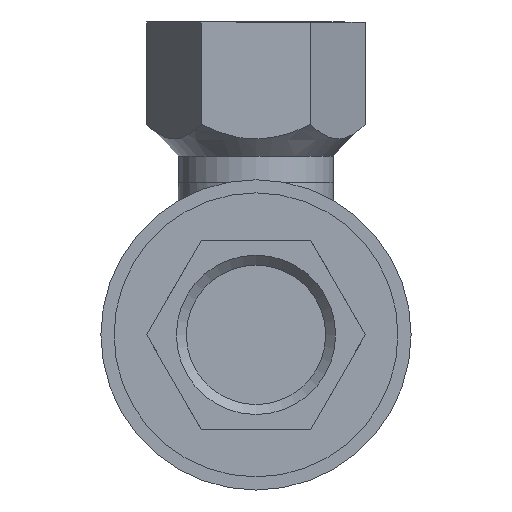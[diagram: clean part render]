
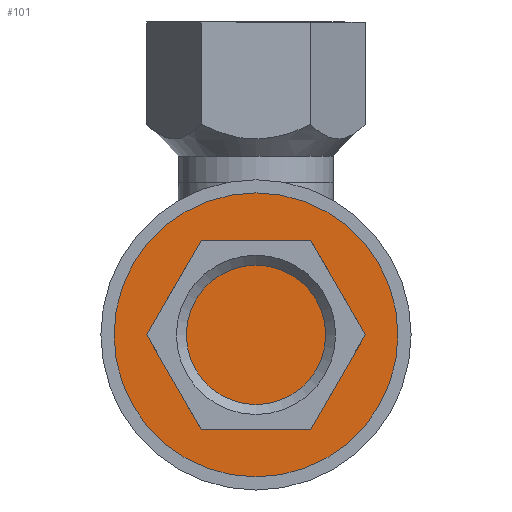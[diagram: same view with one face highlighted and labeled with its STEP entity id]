
A CAD part, front view. The second image highlights one B-rep face of the part: STEP entity #101.
In plain terms, the highlighted planar face has unit normal (0, -1, 0).
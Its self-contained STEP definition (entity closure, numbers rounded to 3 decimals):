
#101 = ADVANCED_FACE( '', ( #213 ), #214, .F. );
#213 = FACE_OUTER_BOUND( '', #327, .T. );
#214 = PLANE( '', #328 );
#327 = EDGE_LOOP( '', ( #494 ) );
#328 = AXIS2_PLACEMENT_3D( '', #495, #496, #497 );
#494 = ORIENTED_EDGE( '', *, *, #590, .F. );
#495 = CARTESIAN_POINT( '', ( 0., 33.7, 0. ) );
#496 = DIRECTION( '', ( 0., 1., 0. ) );
#497 = DIRECTION( '', ( 0., 0., 1. ) );
#590 = EDGE_CURVE( '', #682, #682, #683, .T. );
#682 = VERTEX_POINT( '', #942 );
#683 = CIRCLE( '', #943, 27. );
#942 = CARTESIAN_POINT( '', ( 27., 33.7, 0. ) );
#943 = AXIS2_PLACEMENT_3D( '', #1043, #1044, #1045 );
#1043 = CARTESIAN_POINT( '', ( 0., 33.7, 0. ) );
#1044 = DIRECTION( '', ( 0., 1., 0. ) );
#1045 = DIRECTION( '', ( 1., 0., 0. ) );
